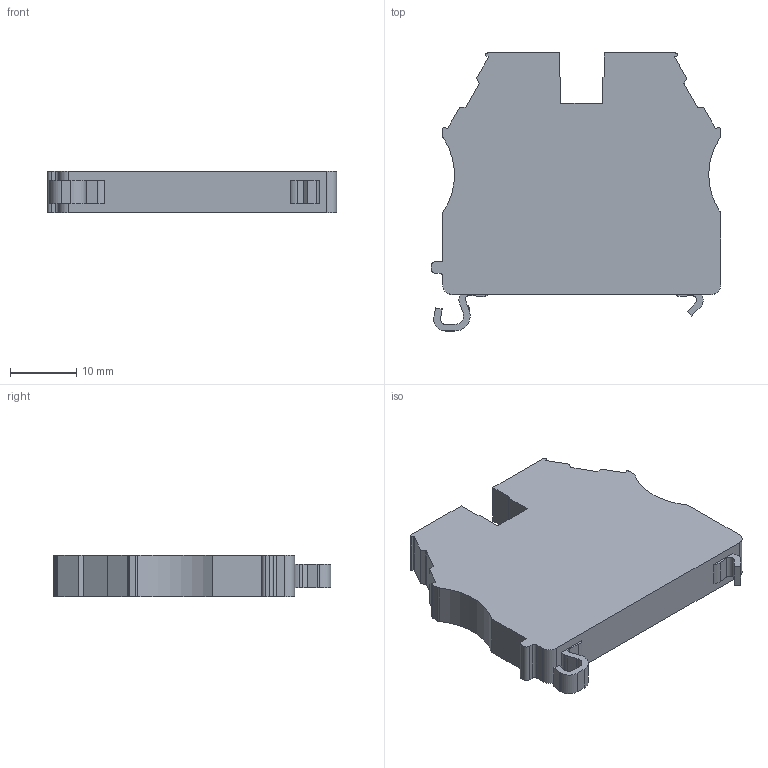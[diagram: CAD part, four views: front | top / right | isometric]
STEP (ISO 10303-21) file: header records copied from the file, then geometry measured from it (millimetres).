
FILE_DESCRIPTION (( 'STEP AP214' ), '1' );
FILE_NAME ('334170_AVK 4TRD.STP', '2013-11-12T06:00:47', ( 'arge' ), ( 'Microsoft' ), 'SwSTEP 2.0', 'SolidWorks 2013', '' );
FILE_SCHEMA (( 'AUTOMOTIVE_DESIGN' ));
Length unit declared in the file: millimetre
Products named in the file (1): 334170_AVK 4TRD
Bounding box: 43.7 x 42 x 6.2 mm (x, y, z)
Volume: 8469.1 mm3; surface area: 3910.5 mm2
Topology: 1 solids, 1 shells, 109 faces, 309 edges, 206 vertices
Faces by surface type: plane 60, cylinder 49
Entity records: 4191 total; most frequent: DIRECTION 629, CARTESIAN_POINT 625, ORIENTED_EDGE 618, EDGE_CURVE 309, AXIS2_PLACEMENT_3D 210, LINE 209, VECTOR 209, VERTEX_POINT 206
